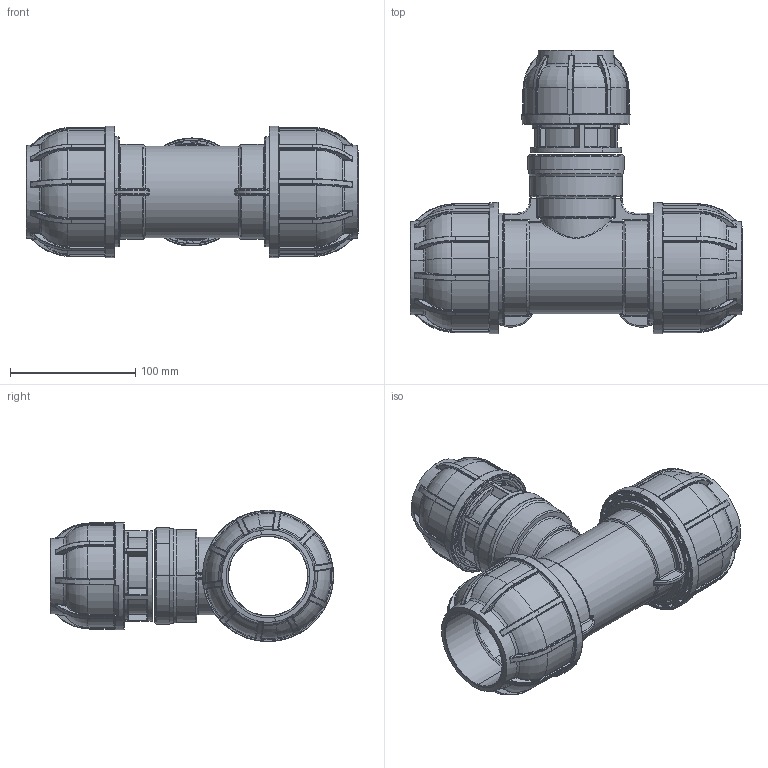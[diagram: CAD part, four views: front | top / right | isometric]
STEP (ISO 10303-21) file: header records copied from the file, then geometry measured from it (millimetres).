
FILE_DESCRIPTION (( 'STEP AP203' ), '1' );
FILE_NAME ('R217.063.050.step', '2013-11-19T09:27:41', ( 'Alusic' ), ( 'Alusic' ), 'SwSTEP 2.0', 'SolidWorks 2011', '' );
FILE_SCHEMA (( 'CONFIG_CONTROL_DESIGN' ));
Length unit declared in the file: millimetre
Products named in the file (1): R217.063.050
Bounding box: 265.6 x 226.7 x 104.99 mm (x, y, z)
Surface area: 223258.6 mm2 (no closed solid volume)
Topology: 0 solids, 140 shells, 1614 faces, 5735 edges, 4055 vertices
Faces by surface type: cylinder 449, plane 404, torus 376, bspline 334, cone 35, sphere 16
Entity records: 82112 total; most frequent: CARTESIAN_POINT 38265, DIRECTION 8633, ORIENTED_EDGE 8451, EDGE_CURVE 5727, VERTEX_POINT 4055, AXIS2_PLACEMENT_3D 3564, CIRCLE 2283, B_SPLINE_CURVE_WITH_KNOTS 1755
